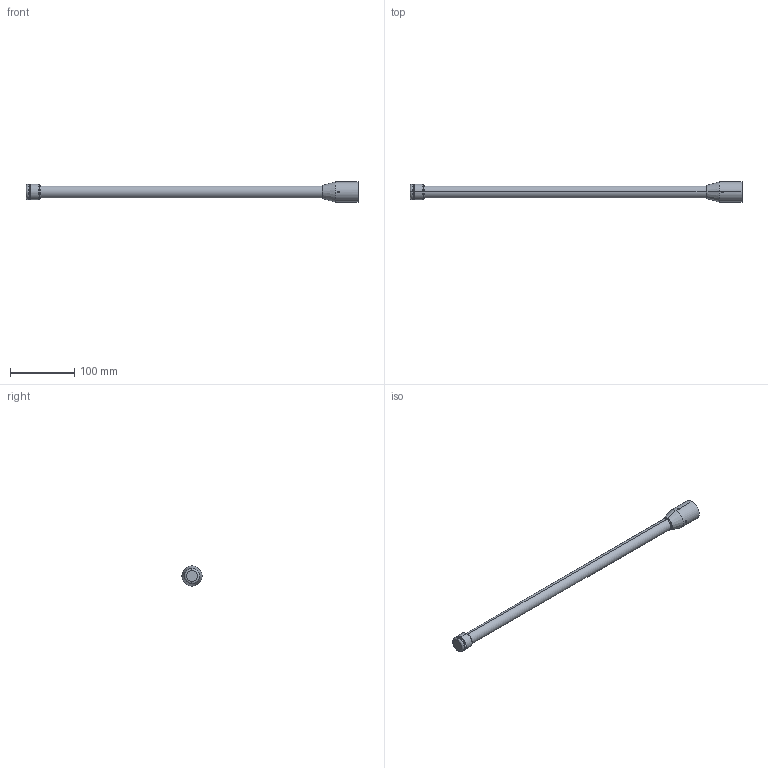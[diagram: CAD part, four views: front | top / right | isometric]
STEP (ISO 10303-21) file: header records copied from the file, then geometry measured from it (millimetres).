
FILE_DESCRIPTION (( 'STEP AP203' ), '1' );
FILE_NAME ('HG2409U.STEP', '2011-05-23T18:45:28', ( 'x' ), ( 'Microsoft' ), 'SwSTEP 2.0', 'SolidWorks 2010', '' );
FILE_SCHEMA (( 'CONFIG_CONTROL_DESIGN' ));
Length unit declared in the file: inch
Products named in the file (1): HG2409U
Bounding box: 518.32 x 31.55 x 31.55 mm (x, y, z)
Volume: 163037.1 mm3; surface area: 38392 mm2
Topology: 2 solids, 2 shells, 106 faces, 227 edges, 133 vertices
Faces by surface type: cylinder 41, cone 30, plane 23, torus 12
Entity records: 3110 total; most frequent: CARTESIAN_POINT 673, DIRECTION 551, ORIENTED_EDGE 450, AXIS2_PLACEMENT_3D 227, EDGE_CURVE 225, VERTEX_POINT 133, CIRCLE 120, EDGE_LOOP 116
